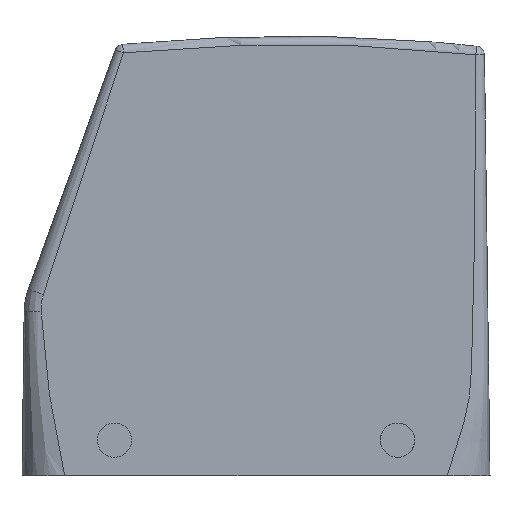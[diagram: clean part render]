
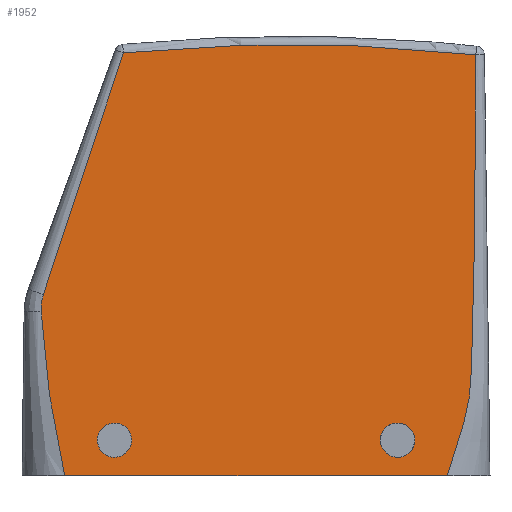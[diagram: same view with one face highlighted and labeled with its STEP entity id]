
A CAD part, left-side view. The second image highlights one B-rep face of the part: STEP entity #1952.
In plain terms, the highlighted planar face has unit normal (-1, 0, 0).
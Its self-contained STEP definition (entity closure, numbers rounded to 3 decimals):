
#1853=AXIS2_PLACEMENT_3D('Plane Axis2P3D',#1850,#1851,#1852) ;
#1905=AXIS2_PLACEMENT_3D('Circle Axis2P3D',#1903,#1904,$) ;
#1918=AXIS2_PLACEMENT_3D('Circle Axis2P3D',#1916,#1917,$) ;
#1927=AXIS2_PLACEMENT_3D('Circle Axis2P3D',#1925,#1926,$) ;
#1936=AXIS2_PLACEMENT_3D('Circle Axis2P3D',#1934,#1935,$) ;
#1945=AXIS2_PLACEMENT_3D('Circle Axis2P3D',#1943,#1944,$) ;
#754=CARTESIAN_POINT('Vertex',(7.5,7.47,0.)) ;
#759=CARTESIAN_POINT('Line Origine',(7.5,40.994,0.)) ;
#763=CARTESIAN_POINT('Vertex',(7.5,74.519,0.)) ;
#1770=CARTESIAN_POINT('Vertex',(7.5,2.477,73.723)) ;
#1774=CARTESIAN_POINT('Control Point',(7.5,2.477,73.723)) ;
#1775=CARTESIAN_POINT('Control Point',(7.5,2.471,72.032)) ;
#1776=CARTESIAN_POINT('Control Point',(7.5,2.467,70.344)) ;
#1777=CARTESIAN_POINT('Control Point',(7.5,2.466,68.654)) ;
#1778=CARTESIAN_POINT('Control Point',(7.5,2.471,61.404)) ;
#1779=CARTESIAN_POINT('Control Point',(7.5,2.525,54.153)) ;
#1780=CARTESIAN_POINT('Control Point',(7.5,2.596,48.603)) ;
#1781=CARTESIAN_POINT('Control Point',(7.5,2.712,40.95)) ;
#1782=CARTESIAN_POINT('Control Point',(7.5,2.86,33.297)) ;
#1783=CARTESIAN_POINT('Control Point',(7.5,2.904,31.195)) ;
#1784=CARTESIAN_POINT('Control Point',(7.5,2.974,28.04)) ;
#1785=CARTESIAN_POINT('Control Point',(7.5,3.055,24.886)) ;
#1786=CARTESIAN_POINT('Control Point',(7.5,3.083,23.835)) ;
#1787=CARTESIAN_POINT('Control Point',(7.5,3.128,22.258)) ;
#1788=CARTESIAN_POINT('Control Point',(7.5,3.177,20.681)) ;
#1789=CARTESIAN_POINT('Control Point',(7.5,3.194,20.155)) ;
#1790=CARTESIAN_POINT('Control Point',(7.5,3.219,19.372)) ;
#1791=CARTESIAN_POINT('Control Point',(7.5,3.246,18.588)) ;
#1792=CARTESIAN_POINT('Control Point',(7.5,3.256,18.305)) ;
#1793=CARTESIAN_POINT('Control Point',(7.5,3.276,17.784)) ;
#1794=CARTESIAN_POINT('Control Point',(7.5,3.299,17.264)) ;
#1795=CARTESIAN_POINT('Control Point',(7.5,3.312,17.001)) ;
#1796=CARTESIAN_POINT('Control Point',(7.5,3.38,15.801)) ;
#1797=CARTESIAN_POINT('Control Point',(7.5,3.491,14.602)) ;
#1798=CARTESIAN_POINT('Control Point',(7.5,3.614,13.668)) ;
#1799=CARTESIAN_POINT('Control Point',(7.5,3.985,11.519)) ;
#1800=CARTESIAN_POINT('Control Point',(7.5,4.529,9.392)) ;
#1801=CARTESIAN_POINT('Control Point',(7.5,4.884,8.19)) ;
#1802=CARTESIAN_POINT('Control Point',(7.5,5.627,5.837)) ;
#1803=CARTESIAN_POINT('Control Point',(7.5,6.398,3.489)) ;
#1804=CARTESIAN_POINT('Control Point',(7.5,6.771,2.329)) ;
#1805=CARTESIAN_POINT('Control Point',(7.5,7.125,1.165)) ;
#1806=CARTESIAN_POINT('Control Point',(7.5,7.47,0.)) ;
#1850=CARTESIAN_POINT('Axis2P3D Location',(7.5,-25.327,-35.689)) ;
#1856=CARTESIAN_POINT('Control Point',(7.5,64.215,74.067)) ;
#1857=CARTESIAN_POINT('Control Point',(7.5,64.362,73.642)) ;
#1858=CARTESIAN_POINT('Control Point',(7.5,64.509,73.218)) ;
#1859=CARTESIAN_POINT('Control Point',(7.5,64.656,72.795)) ;
#1860=CARTESIAN_POINT('Control Point',(7.5,65.242,71.1)) ;
#1861=CARTESIAN_POINT('Control Point',(7.5,65.826,69.405)) ;
#1862=CARTESIAN_POINT('Control Point',(7.5,66.262,68.133)) ;
#1863=CARTESIAN_POINT('Control Point',(7.5,68.432,61.784)) ;
#1864=CARTESIAN_POINT('Control Point',(7.5,70.563,55.426)) ;
#1865=CARTESIAN_POINT('Control Point',(7.5,72.238,50.345)) ;
#1866=CARTESIAN_POINT('Control Point',(7.5,74.462,43.562)) ;
#1867=CARTESIAN_POINT('Control Point',(7.5,76.649,36.769)) ;
#1868=CARTESIAN_POINT('Control Point',(7.5,77.186,35.09)) ;
#1869=CARTESIAN_POINT('Control Point',(7.5,77.726,33.388)) ;
#1870=CARTESIAN_POINT('Control Point',(7.5,78.261,31.686)) ;
#1871=CARTESIAN_POINT('Vertex',(7.5,78.261,31.686)) ;
#1873=CARTESIAN_POINT('Vertex',(7.5,64.215,74.067)) ;
#1877=CARTESIAN_POINT('Control Point',(7.5,78.261,31.686)) ;
#1878=CARTESIAN_POINT('Control Point',(7.5,78.437,31.098)) ;
#1879=CARTESIAN_POINT('Control Point',(7.5,78.564,30.494)) ;
#1880=CARTESIAN_POINT('Control Point',(7.5,78.638,29.883)) ;
#1881=CARTESIAN_POINT('Control Point',(7.5,78.658,29.268)) ;
#1882=CARTESIAN_POINT('Control Point',(7.5,78.625,28.661)) ;
#1883=CARTESIAN_POINT('Vertex',(7.5,78.625,28.661)) ;
#1887=CARTESIAN_POINT('Control Point',(7.5,78.625,28.661)) ;
#1888=CARTESIAN_POINT('Control Point',(7.5,78.536,26.318)) ;
#1889=CARTESIAN_POINT('Control Point',(7.5,78.434,23.974)) ;
#1890=CARTESIAN_POINT('Control Point',(7.5,78.247,21.625)) ;
#1891=CARTESIAN_POINT('Control Point',(7.5,77.766,17.508)) ;
#1892=CARTESIAN_POINT('Control Point',(7.5,77.08,13.412)) ;
#1893=CARTESIAN_POINT('Control Point',(7.5,76.754,11.643)) ;
#1894=CARTESIAN_POINT('Control Point',(7.5,76.197,8.758)) ;
#1895=CARTESIAN_POINT('Control Point',(7.5,75.63,5.874)) ;
#1896=CARTESIAN_POINT('Control Point',(7.5,75.412,4.755)) ;
#1897=CARTESIAN_POINT('Control Point',(7.5,75.102,3.144)) ;
#1898=CARTESIAN_POINT('Control Point',(7.5,74.8,1.531)) ;
#1899=CARTESIAN_POINT('Control Point',(7.5,74.699,0.984)) ;
#1900=CARTESIAN_POINT('Control Point',(7.5,74.608,0.492)) ;
#1901=CARTESIAN_POINT('Control Point',(7.5,74.519,0.)) ;
#1903=CARTESIAN_POINT('Axis2P3D Location',(7.5,35.,-223.)) ;
#1916=CARTESIAN_POINT('Axis2P3D Location',(7.5,65.8,6.2)) ;
#1920=CARTESIAN_POINT('Vertex',(7.5,64.045,5.241)) ;
#1922=CARTESIAN_POINT('Vertex',(7.5,67.555,7.159)) ;
#1925=CARTESIAN_POINT('Axis2P3D Location',(7.5,65.8,6.2)) ;
#1934=CARTESIAN_POINT('Axis2P3D Location',(7.5,16.2,6.2)) ;
#1938=CARTESIAN_POINT('Vertex',(7.5,14.445,7.159)) ;
#1940=CARTESIAN_POINT('Vertex',(7.5,17.955,5.241)) ;
#1943=CARTESIAN_POINT('Axis2P3D Location',(7.5,16.2,6.2)) ;
#760=DIRECTION('Vector Direction',(0.,-1.,0.)) ;
#1851=DIRECTION('Axis2P3D Direction',(-1.,0.,0.)) ;
#1852=DIRECTION('Axis2P3D XDirection',(0.,-0.317,0.949)) ;
#1904=DIRECTION('Axis2P3D Direction',(-1.,0.,0.)) ;
#1917=DIRECTION('Axis2P3D Direction',(-1.,0.,0.)) ;
#1926=DIRECTION('Axis2P3D Direction',(-1.,0.,0.)) ;
#1935=DIRECTION('Axis2P3D Direction',(-1.,0.,0.)) ;
#1944=DIRECTION('Axis2P3D Direction',(-1.,0.,0.)) ;
#761=VECTOR('Line Direction',#760,1.) ;
#1909=ORIENTED_EDGE('',*,*,#1875,.F.) ;
#1910=ORIENTED_EDGE('',*,*,#1885,.F.) ;
#1911=ORIENTED_EDGE('',*,*,#1902,.F.) ;
#1912=ORIENTED_EDGE('',*,*,#765,.T.) ;
#1913=ORIENTED_EDGE('',*,*,#1807,.T.) ;
#1914=ORIENTED_EDGE('',*,*,#1907,.T.) ;
#1931=ORIENTED_EDGE('',*,*,#1924,.F.) ;
#1932=ORIENTED_EDGE('',*,*,#1929,.F.) ;
#1949=ORIENTED_EDGE('',*,*,#1942,.F.) ;
#1950=ORIENTED_EDGE('',*,*,#1947,.F.) ;
#1933=FACE_BOUND('',#1930,.T.) ;
#1951=FACE_BOUND('',#1948,.T.) ;
#1952=ADVANCED_FACE('Hood',(#1915,#1933,#1951),#1854,.T.) ;
#1773=B_SPLINE_CURVE_WITH_KNOTS('',5,(#1774,#1775,#1776,#1777,#1778,#1779,#1780,#1781,#1782,#1783,#1784,#1785,#1786,#1787,#1788,#1789,#1790,#1791,#1792,#1793,#1794,#1795,#1796,#1797,#1798,#1799,#1800,#1801,#1802,#1803,#1804,#1805,#1806),.UNSPECIFIED.,.F.,.U.,(6,3,3,3,3,3,3,3,3,3,6),(37.827,46.32,74.046,84.551,89.804,92.43,93.718,95.032,99.719,105.865,111.847),.UNSPECIFIED.) ;
#1855=B_SPLINE_CURVE_WITH_KNOTS('',5,(#1856,#1857,#1858,#1859,#1860,#1861,#1862,#1863,#1864,#1865,#1866,#1867,#1868,#1869,#1870),.UNSPECIFIED.,.F.,.U.,(6,3,3,3,6),(0.,3.163,12.654,50.533,63.175),.UNSPECIFIED.) ;
#1876=B_SPLINE_CURVE_WITH_KNOTS('',5,(#1877,#1878,#1879,#1880,#1881,#1882),.UNSPECIFIED.,.F.,.U.,(6,6),(0.,4.335),.UNSPECIFIED.) ;
#1886=B_SPLINE_CURVE_WITH_KNOTS('',5,(#1887,#1888,#1889,#1890,#1891,#1892,#1893,#1894,#1895,#1896,#1897,#1898,#1899,#1900,#1901),.UNSPECIFIED.,.F.,.U.,(6,3,3,3,6),(0.,16.656,29.347,37.393,40.922),.UNSPECIFIED.) ;
#1906=CIRCLE('generated circle',#1905,298.5) ;
#1919=CIRCLE('generated circle',#1918,2.) ;
#1928=CIRCLE('generated circle',#1927,2.) ;
#1937=CIRCLE('generated circle',#1936,2.) ;
#1946=CIRCLE('generated circle',#1945,2.) ;
#765=EDGE_CURVE('',#764,#755,#762,.T.) ;
#1807=EDGE_CURVE('',#755,#1771,#1773,.F.) ;
#1875=EDGE_CURVE('',#1872,#1874,#1855,.F.) ;
#1885=EDGE_CURVE('',#1884,#1872,#1876,.F.) ;
#1902=EDGE_CURVE('',#764,#1884,#1886,.F.) ;
#1907=EDGE_CURVE('',#1771,#1874,#1906,.T.) ;
#1924=EDGE_CURVE('',#1921,#1923,#1919,.T.) ;
#1929=EDGE_CURVE('',#1923,#1921,#1928,.T.) ;
#1942=EDGE_CURVE('',#1939,#1941,#1937,.T.) ;
#1947=EDGE_CURVE('',#1941,#1939,#1946,.T.) ;
#1908=EDGE_LOOP('',(#1909,#1910,#1911,#1912,#1913,#1914)) ;
#1930=EDGE_LOOP('',(#1931,#1932)) ;
#1948=EDGE_LOOP('',(#1949,#1950)) ;
#1915=FACE_OUTER_BOUND('',#1908,.T.) ;
#762=LINE('Line',#759,#761) ;
#1854=PLANE('',#1853) ;
#755=VERTEX_POINT('',#754) ;
#764=VERTEX_POINT('',#763) ;
#1771=VERTEX_POINT('',#1770) ;
#1872=VERTEX_POINT('',#1871) ;
#1874=VERTEX_POINT('',#1873) ;
#1884=VERTEX_POINT('',#1883) ;
#1921=VERTEX_POINT('',#1920) ;
#1923=VERTEX_POINT('',#1922) ;
#1939=VERTEX_POINT('',#1938) ;
#1941=VERTEX_POINT('',#1940) ;
